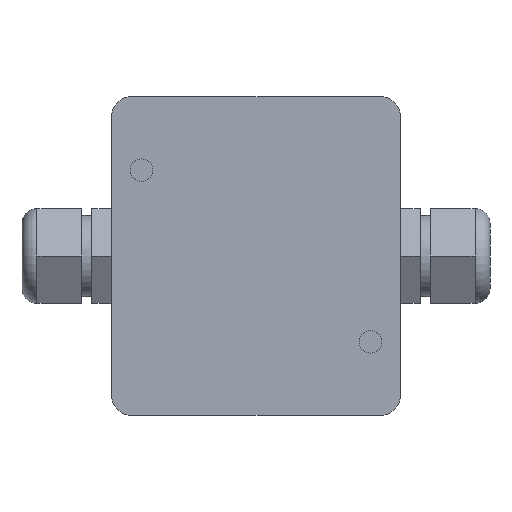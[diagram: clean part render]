
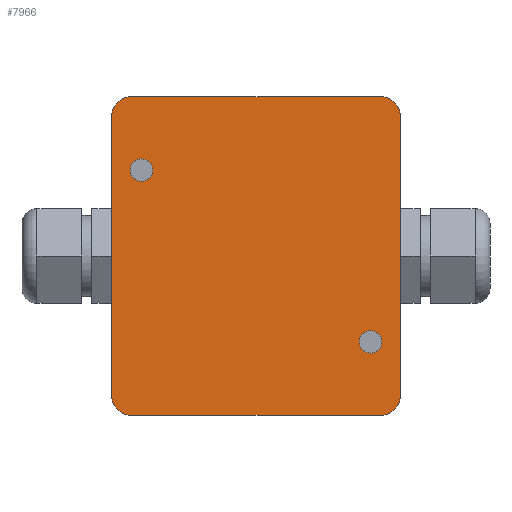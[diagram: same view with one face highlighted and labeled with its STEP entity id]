
A CAD part, front view. The second image highlights one B-rep face of the part: STEP entity #7966.
In plain terms, the highlighted planar face has unit normal (0, -1, 0).
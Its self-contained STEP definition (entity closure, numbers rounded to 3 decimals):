
#47 = CARTESIAN_POINT ( 'NONE',  ( 29., 0., 32. ) ) ;
#79 = CIRCLE ( 'NONE', #5999, 2.25 ) ;
#130 = EDGE_CURVE ( 'NONE', #4111, #4298, #6707, .T. ) ;
#376 = CIRCLE ( 'NONE', #6152, 2.25 ) ;
#505 = EDGE_LOOP ( 'NONE', ( #8158, #7998 ) ) ;
#549 = AXIS2_PLACEMENT_3D ( 'NONE', #3093, #7566, #8321 ) ;
#563 = EDGE_LOOP ( 'NONE', ( #8965, #8384 ) ) ;
#589 = DIRECTION ( 'NONE',  ( 0., 1., 0. ) ) ;
#802 = CIRCLE ( 'NONE', #1932, 2.25 ) ;
#893 = VERTEX_POINT ( 'NONE', #5940 ) ;
#1247 = VERTEX_POINT ( 'NONE', #8450 ) ;
#1535 = EDGE_CURVE ( 'NONE', #3809, #5445, #6527, .T. ) ;
#1563 = DIRECTION ( 'NONE',  ( 0., 0., -1. ) ) ;
#1573 = ORIENTED_EDGE ( 'NONE', *, *, #3474, .F. ) ;
#1699 = EDGE_CURVE ( 'NONE', #893, #2751, #8486, .T. ) ;
#1818 = EDGE_CURVE ( 'NONE', #7147, #3831, #802, .T. ) ;
#1916 = CARTESIAN_POINT ( 'NONE',  ( -25., 0., -28. ) ) ;
#1932 = AXIS2_PLACEMENT_3D ( 'NONE', #8686, #9554, #4116 ) ;
#2088 = EDGE_CURVE ( 'NONE', #3809, #2751, #6099, .T. ) ;
#2150 = CARTESIAN_POINT ( 'NONE',  ( -23., 0., 15. ) ) ;
#2447 = VECTOR ( 'NONE', #4481, 1000. ) ;
#2496 = ORIENTED_EDGE ( 'NONE', *, *, #1535, .F. ) ;
#2626 = AXIS2_PLACEMENT_3D ( 'NONE', #9245, #8282, #4462 ) ;
#2664 = CARTESIAN_POINT ( 'NONE',  ( -23., 0., 19.5 ) ) ;
#2730 = LINE ( 'NONE', #2834, #2447 ) ;
#2751 = VERTEX_POINT ( 'NONE', #5111 ) ;
#2834 = CARTESIAN_POINT ( 'NONE',  ( -29., 0., 32. ) ) ;
#2918 = VERTEX_POINT ( 'NONE', #3426 ) ;
#2961 = CARTESIAN_POINT ( 'NONE',  ( -29., 0., 32. ) ) ;
#2995 = DIRECTION ( 'NONE',  ( 0., 0., 1. ) ) ;
#2999 = EDGE_CURVE ( 'NONE', #6920, #5445, #9677, .T. ) ;
#3010 = PLANE ( 'NONE',  #8087 ) ;
#3093 = CARTESIAN_POINT ( 'NONE',  ( 25., 0., 28. ) ) ;
#3112 = DIRECTION ( 'NONE',  ( 0., -1., 0. ) ) ;
#3162 = DIRECTION ( 'NONE',  ( 0., -1., 0. ) ) ;
#3226 = CARTESIAN_POINT ( 'NONE',  ( -29., 0., 28. ) ) ;
#3426 = CARTESIAN_POINT ( 'NONE',  ( 23., 0., -19.5 ) ) ;
#3474 = EDGE_CURVE ( 'NONE', #4111, #6886, #9252, .T. ) ;
#3586 = CARTESIAN_POINT ( 'NONE',  ( -25., 0., -32. ) ) ;
#3773 = FACE_BOUND ( 'NONE', #505, .T. ) ;
#3809 = VERTEX_POINT ( 'NONE', #9128 ) ;
#3815 = EDGE_CURVE ( 'NONE', #893, #6886, #4877, .T. ) ;
#3831 = VERTEX_POINT ( 'NONE', #2150 ) ;
#3856 = EDGE_CURVE ( 'NONE', #3831, #7147, #376, .T. ) ;
#3961 = DIRECTION ( 'NONE',  ( 0., 0., -1. ) ) ;
#4111 = VERTEX_POINT ( 'NONE', #6395 ) ;
#4116 = DIRECTION ( 'NONE',  ( 0., 0., 1. ) ) ;
#4221 = EDGE_CURVE ( 'NONE', #1247, #2918, #79, .T. ) ;
#4298 = VERTEX_POINT ( 'NONE', #3226 ) ;
#4450 = CARTESIAN_POINT ( 'NONE',  ( 23., 0., -17.25 ) ) ;
#4462 = DIRECTION ( 'NONE',  ( 0., 0., 1. ) ) ;
#4467 = AXIS2_PLACEMENT_3D ( 'NONE', #6934, #3162, #1563 ) ;
#4481 = DIRECTION ( 'NONE',  ( 0., 0., 1. ) ) ;
#4544 = DIRECTION ( 'NONE',  ( 0., 0., 1. ) ) ;
#4749 = ORIENTED_EDGE ( 'NONE', *, *, #1699, .F. ) ;
#4877 = CIRCLE ( 'NONE', #549, 4. ) ;
#4910 = EDGE_CURVE ( 'NONE', #2918, #1247, #5670, .T. ) ;
#5111 = CARTESIAN_POINT ( 'NONE',  ( 29., 0., -28. ) ) ;
#5233 = CARTESIAN_POINT ( 'NONE',  ( -29., 0., -28. ) ) ;
#5428 = DIRECTION ( 'NONE',  ( 0., 0., -1. ) ) ;
#5445 = VERTEX_POINT ( 'NONE', #3586 ) ;
#5654 = ORIENTED_EDGE ( 'NONE', *, *, #2999, .T. ) ;
#5670 = CIRCLE ( 'NONE', #2626, 2.25 ) ;
#5809 = ORIENTED_EDGE ( 'NONE', *, *, #3815, .T. ) ;
#5819 = VECTOR ( 'NONE', #8386, 1000. ) ;
#5838 = DIRECTION ( 'NONE',  ( 0., -1., 0. ) ) ;
#5940 = CARTESIAN_POINT ( 'NONE',  ( 29., 0., 28. ) ) ;
#5999 = AXIS2_PLACEMENT_3D ( 'NONE', #4450, #589, #4544 ) ;
#6099 = CIRCLE ( 'NONE', #9657, 4. ) ;
#6152 = AXIS2_PLACEMENT_3D ( 'NONE', #9789, #8226, #2995 ) ;
#6330 = EDGE_CURVE ( 'NONE', #6920, #4298, #2730, .T. ) ;
#6395 = CARTESIAN_POINT ( 'NONE',  ( -25., 0., 32. ) ) ;
#6420 = DIRECTION ( 'NONE',  ( -1., 0., 0. ) ) ;
#6442 = AXIS2_PLACEMENT_3D ( 'NONE', #1916, #5838, #8147 ) ;
#6527 = LINE ( 'NONE', #7185, #8983 ) ;
#6707 = CIRCLE ( 'NONE', #4467, 4. ) ;
#6886 = VERTEX_POINT ( 'NONE', #9052 ) ;
#6920 = VERTEX_POINT ( 'NONE', #5233 ) ;
#6934 = CARTESIAN_POINT ( 'NONE',  ( -25., 0., 28. ) ) ;
#7147 = VERTEX_POINT ( 'NONE', #2664 ) ;
#7185 = CARTESIAN_POINT ( 'NONE',  ( -29., 0., -32. ) ) ;
#7566 = DIRECTION ( 'NONE',  ( 0., -1., 0. ) ) ;
#7630 = FACE_OUTER_BOUND ( 'NONE', #8084, .T. ) ;
#7660 = CARTESIAN_POINT ( 'NONE',  ( 25., 0., -28. ) ) ;
#7676 = CARTESIAN_POINT ( 'NONE',  ( 0., 0., 0. ) ) ;
#7966 = ADVANCED_FACE ( 'NONE', ( #3773, #9103, #7630 ), #3010, .T. ) ;
#7998 = ORIENTED_EDGE ( 'NONE', *, *, #4910, .T. ) ;
#8084 = EDGE_LOOP ( 'NONE', ( #4749, #5809, #1573, #9045, #9042, #5654, #2496, #9391 ) ) ;
#8087 = AXIS2_PLACEMENT_3D ( 'NONE', #7676, #3112, #5428 ) ;
#8147 = DIRECTION ( 'NONE',  ( 0., 0., -1. ) ) ;
#8158 = ORIENTED_EDGE ( 'NONE', *, *, #4221, .T. ) ;
#8226 = DIRECTION ( 'NONE',  ( 0., 1., 0. ) ) ;
#8282 = DIRECTION ( 'NONE',  ( 0., 1., 0. ) ) ;
#8321 = DIRECTION ( 'NONE',  ( 0., 0., -1. ) ) ;
#8384 = ORIENTED_EDGE ( 'NONE', *, *, #3856, .T. ) ;
#8386 = DIRECTION ( 'NONE',  ( 1., 0., 0. ) ) ;
#8450 = CARTESIAN_POINT ( 'NONE',  ( 23., 0., -15. ) ) ;
#8486 = LINE ( 'NONE', #47, #9150 ) ;
#8686 = CARTESIAN_POINT ( 'NONE',  ( -23., 0., 17.25 ) ) ;
#8965 = ORIENTED_EDGE ( 'NONE', *, *, #1818, .T. ) ;
#8983 = VECTOR ( 'NONE', #6420, 1000. ) ;
#9042 = ORIENTED_EDGE ( 'NONE', *, *, #6330, .F. ) ;
#9045 = ORIENTED_EDGE ( 'NONE', *, *, #130, .T. ) ;
#9052 = CARTESIAN_POINT ( 'NONE',  ( 25., 0., 32. ) ) ;
#9103 = FACE_BOUND ( 'NONE', #563, .T. ) ;
#9128 = CARTESIAN_POINT ( 'NONE',  ( 25., 0., -32. ) ) ;
#9150 = VECTOR ( 'NONE', #9253, 1000. ) ;
#9245 = CARTESIAN_POINT ( 'NONE',  ( 23., 0., -17.25 ) ) ;
#9252 = LINE ( 'NONE', #2961, #5819 ) ;
#9253 = DIRECTION ( 'NONE',  ( 0., 0., -1. ) ) ;
#9290 = DIRECTION ( 'NONE',  ( 0., -1., 0. ) ) ;
#9391 = ORIENTED_EDGE ( 'NONE', *, *, #2088, .T. ) ;
#9554 = DIRECTION ( 'NONE',  ( 0., 1., 0. ) ) ;
#9657 = AXIS2_PLACEMENT_3D ( 'NONE', #7660, #9290, #3961 ) ;
#9677 = CIRCLE ( 'NONE', #6442, 4. ) ;
#9789 = CARTESIAN_POINT ( 'NONE',  ( -23., 0., 17.25 ) ) ;
